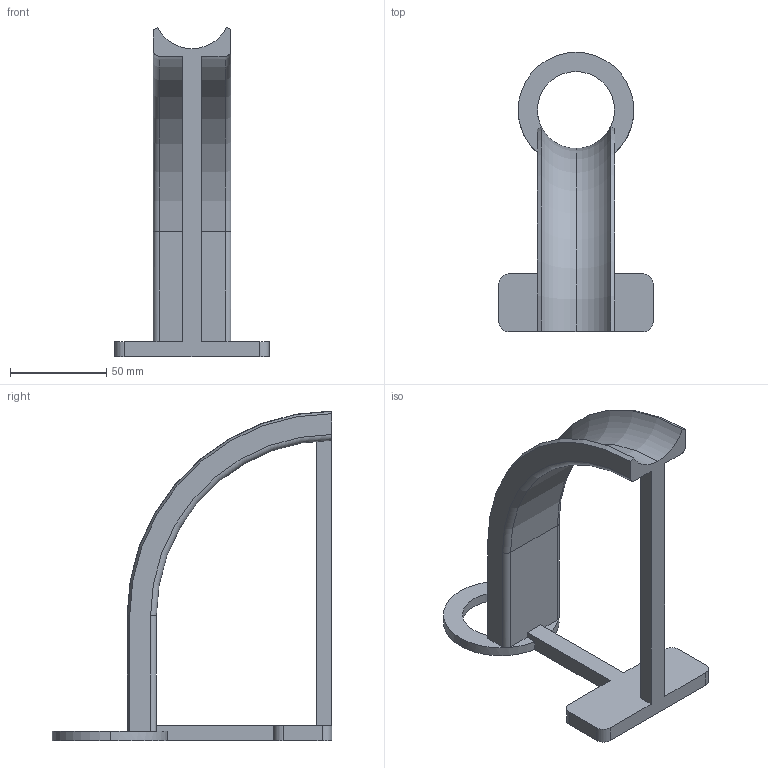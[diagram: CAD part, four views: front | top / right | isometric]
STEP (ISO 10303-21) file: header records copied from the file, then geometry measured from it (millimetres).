
FILE_DESCRIPTION (( 'STEP AP214' ), '1' );
FILE_NAME ('drziak bazenovej hadice.STEP', '2021-04-28T17:19:48', ( '' ), ( '' ), 'SwSTEP 2.0', 'SolidWorks 2019', '' );
FILE_SCHEMA (( 'AUTOMOTIVE_DESIGN' ));
Length unit declared in the file: millimetre
Products named in the file (1): drziak bazenovej hadice
Bounding box: 80 x 145 x 171.19 mm (x, y, z)
Volume: 110289 mm3; surface area: 42508.2 mm2
Topology: 1 solids, 1 shells, 40 faces, 115 edges, 74 vertices
Faces by surface type: plane 22, cylinder 12, torus 4, cone 2
Entity records: 1365 total; most frequent: DIRECTION 245, ORIENTED_EDGE 230, CARTESIAN_POINT 230, EDGE_CURVE 115, AXIS2_PLACEMENT_3D 89, VERTEX_POINT 74, LINE 67, VECTOR 67
